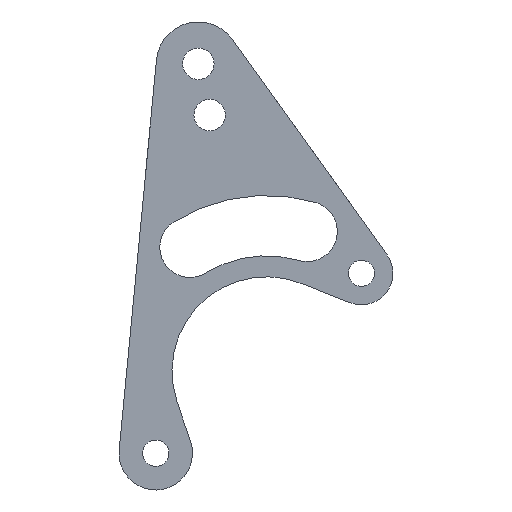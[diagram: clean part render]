
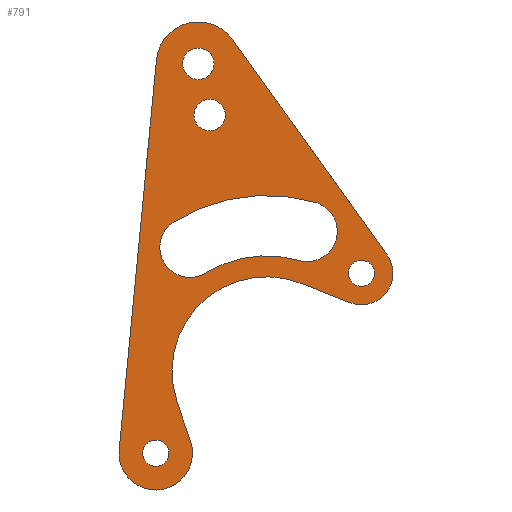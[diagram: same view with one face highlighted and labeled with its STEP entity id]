
A CAD part, front view. The second image highlights one B-rep face of the part: STEP entity #791.
In plain terms, the highlighted planar face has unit normal (0, -1, 0).
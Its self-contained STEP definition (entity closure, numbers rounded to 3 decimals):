
#70=CARTESIAN_POINT('Vertex',(908.899,-143.5,356.082)) ;
#73=CARTESIAN_POINT('Axis2P3D Location',(904.023,-143.5,352.585)) ;
#77=CARTESIAN_POINT('Vertex',(901.822,-143.5,347.003)) ;
#110=CARTESIAN_POINT('Vertex',(871.453,-143.5,320.552)) ;
#113=CARTESIAN_POINT('Axis2P3D Location',(864.826,-143.5,318.297)) ;
#117=CARTESIAN_POINT('Vertex',(857.858,-143.5,318.964)) ;
#148=CARTESIAN_POINT('Vertex',(868.875,-143.5,328.129)) ;
#151=CARTESIAN_POINT('Line Origine',(870.164,-143.5,324.341)) ;
#179=CARTESIAN_POINT('Vertex',(892.519,-143.5,350.672)) ;
#182=CARTESIAN_POINT('Axis2P3D Location',(885.916,-143.5,333.927)) ;
#204=CARTESIAN_POINT('Line Origine',(897.171,-143.5,348.837)) ;
#225=CARTESIAN_POINT('Vertex',(862.326,-143.5,318.297)) ;
#230=CARTESIAN_POINT('Axis2P3D Location',(864.826,-143.5,318.297)) ;
#234=CARTESIAN_POINT('Vertex',(867.326,-143.5,318.297)) ;
#256=CARTESIAN_POINT('Axis2P3D Location',(864.826,-143.5,318.297)) ;
#282=CARTESIAN_POINT('Vertex',(901.523,-143.5,352.585)) ;
#287=CARTESIAN_POINT('Axis2P3D Location',(904.023,-143.5,352.585)) ;
#291=CARTESIAN_POINT('Vertex',(906.523,-143.5,352.585)) ;
#313=CARTESIAN_POINT('Axis2P3D Location',(904.023,-143.5,352.585)) ;
#348=CARTESIAN_POINT('Vertex',(875.93,-143.5,392.504)) ;
#351=CARTESIAN_POINT('Axis2P3D Location',(872.93,-143.5,392.504)) ;
#355=CARTESIAN_POINT('Vertex',(869.93,-143.5,392.504)) ;
#375=CARTESIAN_POINT('Axis2P3D Location',(872.93,-143.5,392.504)) ;
#405=CARTESIAN_POINT('Vertex',(878.094,-143.5,382.741)) ;
#408=CARTESIAN_POINT('Axis2P3D Location',(875.094,-143.5,382.741)) ;
#412=CARTESIAN_POINT('Vertex',(872.094,-143.5,382.741)) ;
#432=CARTESIAN_POINT('Axis2P3D Location',(875.094,-143.5,382.741)) ;
#453=CARTESIAN_POINT('Vertex',(864.966,-143.5,393.266)) ;
#458=CARTESIAN_POINT('Axis2P3D Location',(872.93,-143.5,392.504)) ;
#462=CARTESIAN_POINT('Vertex',(879.43,-143.5,397.167)) ;
#503=CARTESIAN_POINT('Line Origine',(861.412,-143.5,356.115)) ;
#606=CARTESIAN_POINT('Line Origine',(894.165,-143.5,376.624)) ;
#726=CARTESIAN_POINT('Axis2P3D Location',(0.,-143.5,0.)) ;
#741=CARTESIAN_POINT('Axis2P3D Location',(893.683,-143.5,360.567)) ;
#745=CARTESIAN_POINT('Vertex',(895.292,-143.5,366.088)) ;
#747=CARTESIAN_POINT('Vertex',(892.073,-143.5,355.047)) ;
#750=CARTESIAN_POINT('Axis2P3D Location',(885.916,-143.5,333.927)) ;
#754=CARTESIAN_POINT('Vertex',(874.362,-143.5,352.649)) ;
#757=CARTESIAN_POINT('Axis2P3D Location',(871.343,-143.5,357.542)) ;
#761=CARTESIAN_POINT('Vertex',(868.323,-143.5,362.435)) ;
#764=CARTESIAN_POINT('Axis2P3D Location',(885.916,-143.5,333.927)) ;
#74=DIRECTION('Axis2P3D Direction',(0.,-1.,0.)) ;
#114=DIRECTION('Axis2P3D Direction',(0.,-1.,0.)) ;
#152=DIRECTION('Vector Direction',(-0.322,0.,0.947)) ;
#183=DIRECTION('Axis2P3D Direction',(0.,-1.,0.)) ;
#205=DIRECTION('Vector Direction',(0.93,0.,-0.367)) ;
#231=DIRECTION('Axis2P3D Direction',(0.,-1.,0.)) ;
#257=DIRECTION('Axis2P3D Direction',(0.,-1.,0.)) ;
#288=DIRECTION('Axis2P3D Direction',(0.,-1.,0.)) ;
#314=DIRECTION('Axis2P3D Direction',(0.,-1.,0.)) ;
#352=DIRECTION('Axis2P3D Direction',(0.,-1.,0.)) ;
#376=DIRECTION('Axis2P3D Direction',(0.,-1.,0.)) ;
#409=DIRECTION('Axis2P3D Direction',(0.,-1.,0.)) ;
#433=DIRECTION('Axis2P3D Direction',(0.,-1.,0.)) ;
#459=DIRECTION('Axis2P3D Direction',(0.,-1.,0.)) ;
#504=DIRECTION('Vector Direction',(-0.095,0.,-0.995)) ;
#607=DIRECTION('Vector Direction',(-0.583,0.,0.813)) ;
#727=DIRECTION('Axis2P3D Direction',(0.,-1.,0.)) ;
#728=DIRECTION('Axis2P3D XDirection',(1.,0.,0.)) ;
#742=DIRECTION('Axis2P3D Direction',(0.,-1.,0.)) ;
#751=DIRECTION('Axis2P3D Direction',(0.,-1.,0.)) ;
#758=DIRECTION('Axis2P3D Direction',(0.,-1.,0.)) ;
#765=DIRECTION('Axis2P3D Direction',(0.,-1.,0.)) ;
#75=AXIS2_PLACEMENT_3D('Circle Axis2P3D',#73,#74,$) ;
#115=AXIS2_PLACEMENT_3D('Circle Axis2P3D',#113,#114,$) ;
#184=AXIS2_PLACEMENT_3D('Circle Axis2P3D',#182,#183,$) ;
#232=AXIS2_PLACEMENT_3D('Circle Axis2P3D',#230,#231,$) ;
#258=AXIS2_PLACEMENT_3D('Circle Axis2P3D',#256,#257,$) ;
#289=AXIS2_PLACEMENT_3D('Circle Axis2P3D',#287,#288,$) ;
#315=AXIS2_PLACEMENT_3D('Circle Axis2P3D',#313,#314,$) ;
#353=AXIS2_PLACEMENT_3D('Circle Axis2P3D',#351,#352,$) ;
#377=AXIS2_PLACEMENT_3D('Circle Axis2P3D',#375,#376,$) ;
#410=AXIS2_PLACEMENT_3D('Circle Axis2P3D',#408,#409,$) ;
#434=AXIS2_PLACEMENT_3D('Circle Axis2P3D',#432,#433,$) ;
#460=AXIS2_PLACEMENT_3D('Circle Axis2P3D',#458,#459,$) ;
#729=AXIS2_PLACEMENT_3D('Plane Axis2P3D',#726,#727,#728) ;
#743=AXIS2_PLACEMENT_3D('Circle Axis2P3D',#741,#742,$) ;
#752=AXIS2_PLACEMENT_3D('Circle Axis2P3D',#750,#751,$) ;
#759=AXIS2_PLACEMENT_3D('Circle Axis2P3D',#757,#758,$) ;
#766=AXIS2_PLACEMENT_3D('Circle Axis2P3D',#764,#765,$) ;
#732=ORIENTED_EDGE('',*,*,#79,.T.) ;
#733=ORIENTED_EDGE('',*,*,#610,.T.) ;
#734=ORIENTED_EDGE('',*,*,#464,.T.) ;
#735=ORIENTED_EDGE('',*,*,#507,.T.) ;
#736=ORIENTED_EDGE('',*,*,#119,.T.) ;
#737=ORIENTED_EDGE('',*,*,#155,.T.) ;
#738=ORIENTED_EDGE('',*,*,#186,.T.) ;
#739=ORIENTED_EDGE('',*,*,#208,.T.) ;
#770=ORIENTED_EDGE('',*,*,#749,.T.) ;
#771=ORIENTED_EDGE('',*,*,#756,.T.) ;
#772=ORIENTED_EDGE('',*,*,#763,.T.) ;
#773=ORIENTED_EDGE('',*,*,#768,.T.) ;
#776=ORIENTED_EDGE('',*,*,#236,.F.) ;
#777=ORIENTED_EDGE('',*,*,#260,.F.) ;
#780=ORIENTED_EDGE('',*,*,#436,.F.) ;
#781=ORIENTED_EDGE('',*,*,#414,.F.) ;
#784=ORIENTED_EDGE('',*,*,#379,.F.) ;
#785=ORIENTED_EDGE('',*,*,#357,.F.) ;
#788=ORIENTED_EDGE('',*,*,#293,.F.) ;
#789=ORIENTED_EDGE('',*,*,#317,.F.) ;
#774=FACE_BOUND('',#769,.T.) ;
#778=FACE_BOUND('',#775,.T.) ;
#782=FACE_BOUND('',#779,.T.) ;
#786=FACE_BOUND('',#783,.T.) ;
#790=FACE_BOUND('',#787,.T.) ;
#153=VECTOR('Line Direction',#152,1.) ;
#206=VECTOR('Line Direction',#205,1.) ;
#505=VECTOR('Line Direction',#504,1.) ;
#608=VECTOR('Line Direction',#607,1.) ;
#791=ADVANCED_FACE('Corps principal',(#740,#774,#778,#782,#786,#790),#730,.T.) ;
#76=CIRCLE('generated circle',#75,6.) ;
#116=CIRCLE('generated circle',#115,7.) ;
#185=CIRCLE('generated circle',#184,18.) ;
#233=CIRCLE('generated circle',#232,2.5) ;
#259=CIRCLE('generated circle',#258,2.5) ;
#290=CIRCLE('generated circle',#289,2.5) ;
#316=CIRCLE('generated circle',#315,2.5) ;
#354=CIRCLE('generated circle',#353,3.) ;
#378=CIRCLE('generated circle',#377,3.) ;
#411=CIRCLE('generated circle',#410,3.) ;
#435=CIRCLE('generated circle',#434,3.) ;
#461=CIRCLE('generated circle',#460,8.) ;
#744=CIRCLE('generated circle',#743,5.75) ;
#753=CIRCLE('generated circle',#752,22.) ;
#760=CIRCLE('generated circle',#759,5.75) ;
#767=CIRCLE('generated circle',#766,33.5) ;
#79=EDGE_CURVE('',#78,#71,#76,.T.) ;
#119=EDGE_CURVE('',#118,#111,#116,.T.) ;
#155=EDGE_CURVE('',#111,#149,#154,.T.) ;
#186=EDGE_CURVE('',#149,#180,#185,.F.) ;
#208=EDGE_CURVE('',#180,#78,#207,.T.) ;
#236=EDGE_CURVE('',#226,#235,#233,.T.) ;
#260=EDGE_CURVE('',#235,#226,#259,.T.) ;
#293=EDGE_CURVE('',#283,#292,#290,.T.) ;
#317=EDGE_CURVE('',#292,#283,#316,.T.) ;
#357=EDGE_CURVE('',#349,#356,#354,.T.) ;
#379=EDGE_CURVE('',#356,#349,#378,.T.) ;
#414=EDGE_CURVE('',#406,#413,#411,.T.) ;
#436=EDGE_CURVE('',#413,#406,#435,.T.) ;
#464=EDGE_CURVE('',#463,#454,#461,.T.) ;
#507=EDGE_CURVE('',#454,#118,#506,.T.) ;
#610=EDGE_CURVE('',#71,#463,#609,.T.) ;
#749=EDGE_CURVE('',#746,#748,#744,.F.) ;
#756=EDGE_CURVE('',#748,#755,#753,.T.) ;
#763=EDGE_CURVE('',#755,#762,#760,.F.) ;
#768=EDGE_CURVE('',#762,#746,#767,.F.) ;
#731=EDGE_LOOP('',(#732,#733,#734,#735,#736,#737,#738,#739)) ;
#769=EDGE_LOOP('',(#770,#771,#772,#773)) ;
#775=EDGE_LOOP('',(#776,#777)) ;
#779=EDGE_LOOP('',(#780,#781)) ;
#783=EDGE_LOOP('',(#784,#785)) ;
#787=EDGE_LOOP('',(#788,#789)) ;
#740=FACE_OUTER_BOUND('',#731,.T.) ;
#154=LINE('Line',#151,#153) ;
#207=LINE('Line',#204,#206) ;
#506=LINE('Line',#503,#505) ;
#609=LINE('Line',#606,#608) ;
#730=PLANE('',#729) ;
#71=VERTEX_POINT('',#70) ;
#78=VERTEX_POINT('',#77) ;
#111=VERTEX_POINT('',#110) ;
#118=VERTEX_POINT('',#117) ;
#149=VERTEX_POINT('',#148) ;
#180=VERTEX_POINT('',#179) ;
#226=VERTEX_POINT('',#225) ;
#235=VERTEX_POINT('',#234) ;
#283=VERTEX_POINT('',#282) ;
#292=VERTEX_POINT('',#291) ;
#349=VERTEX_POINT('',#348) ;
#356=VERTEX_POINT('',#355) ;
#406=VERTEX_POINT('',#405) ;
#413=VERTEX_POINT('',#412) ;
#454=VERTEX_POINT('',#453) ;
#463=VERTEX_POINT('',#462) ;
#746=VERTEX_POINT('',#745) ;
#748=VERTEX_POINT('',#747) ;
#755=VERTEX_POINT('',#754) ;
#762=VERTEX_POINT('',#761) ;
